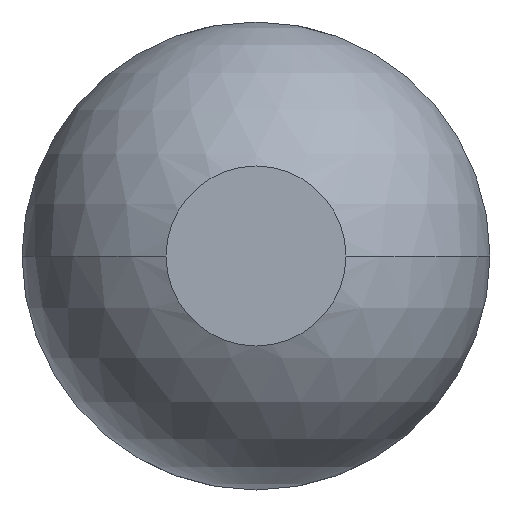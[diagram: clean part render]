
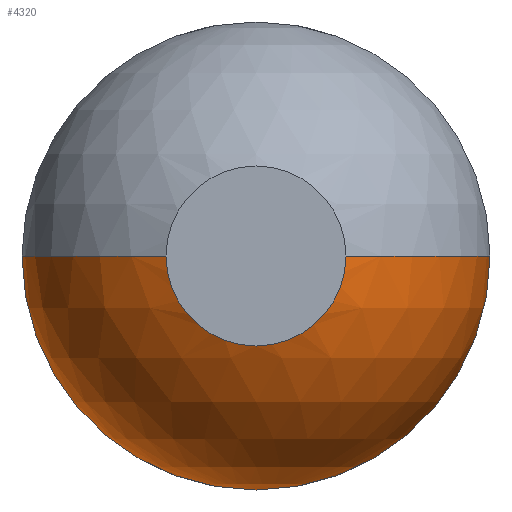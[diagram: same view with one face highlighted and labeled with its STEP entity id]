
A CAD part, front view. The second image highlights one B-rep face of the part: STEP entity #4320.
In plain terms, the highlighted spherical face has radius 0.39 mm.
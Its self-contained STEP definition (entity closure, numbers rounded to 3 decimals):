
#20 = ORIENTED_EDGE ( 'NONE', *, *, #4827, .T. ) ;
#92 = AXIS2_PLACEMENT_3D ( 'NONE', #1071, #2206, #3321 ) ;
#428 = CARTESIAN_POINT ( 'NONE',  ( 0., -36.3, 0. ) ) ;
#477 = DIRECTION ( 'NONE',  ( 0., -1., 0. ) ) ;
#711 = CARTESIAN_POINT ( 'NONE',  ( 0., -36.3, -0.15 ) ) ;
#743 = FACE_OUTER_BOUND ( 'NONE', #3967, .T. ) ;
#853 = AXIS2_PLACEMENT_3D ( 'NONE', #1486, #1121, #4120 ) ;
#998 = EDGE_CURVE ( 'Defeature ausgef�hrt2_5+Defeature ausgef�hrt2_4+Defeature ausgef�hrt2_4+Defeature ausgef�hrt2_4', #2543, #3373, #2495, .T. ) ;
#1051 = ORIENTED_EDGE ( 'NONE', *, *, #3078, .F. ) ;
#1071 = CARTESIAN_POINT ( 'NONE',  ( 0., -35.94, 0. ) ) ;
#1087 = CIRCLE ( 'NONE', #2745, 0.15 ) ;
#1121 = DIRECTION ( 'NONE',  ( 0., 1., 0. ) ) ;
#1193 = DIRECTION ( 'NONE',  ( 0., 1., 0. ) ) ;
#1333 = CIRCLE ( 'NONE', #2653, 0.39 ) ;
#1350 = CARTESIAN_POINT ( 'NONE',  ( -0.39, -35.94, 0. ) ) ;
#1424 = DIRECTION ( 'NONE',  ( 0., 0., -1. ) ) ;
#1445 = DIRECTION ( 'NONE',  ( 1., 0., 0. ) ) ;
#1486 = CARTESIAN_POINT ( 'NONE',  ( 0., -35.94, 0. ) ) ;
#1509 = CARTESIAN_POINT ( 'NONE',  ( 0., -35.94, -0.39 ) ) ;
#1544 = DIRECTION ( 'NONE',  ( 0., 0., -1. ) ) ;
#1615 = VERTEX_POINT ( 'NONE', #711 ) ;
#1683 = AXIS2_PLACEMENT_3D ( 'NONE', #2591, #1193, #4466 ) ;
#1706 = CARTESIAN_POINT ( 'NONE',  ( 0., -35.94, 0. ) ) ;
#1783 = EDGE_CURVE ( 'Defeature ausgef�hrt2_5+Defeature ausgef�hrt2_4+Defeature ausgef�hrt2_4+Defeature ausgef�hrt2_4', #4445, #2543, #2907, .T. ) ;
#1787 = DIRECTION ( 'NONE',  ( 0., -1., 0. ) ) ;
#2072 = EDGE_CURVE ( 'Defeature ausgef�hrt2_10+Defeature ausgef�hrt2_4+Defeature ausgef�hrt2_4+Defeature ausgef�hrt2_4', #1615, #4776, #1087, .T. ) ;
#2206 = DIRECTION ( 'NONE',  ( 0., 0., 1. ) ) ;
#2424 = CIRCLE ( 'NONE', #92, 0.39 ) ;
#2495 = CIRCLE ( 'NONE', #1683, 0.39 ) ;
#2543 = VERTEX_POINT ( 'NONE', #1509 ) ;
#2567 = SPHERICAL_SURFACE ( 'NONE', #3844, 0.39 ) ;
#2591 = CARTESIAN_POINT ( 'NONE',  ( 0., -35.94, 0. ) ) ;
#2653 = AXIS2_PLACEMENT_3D ( 'NONE', #1706, #3951, #3984 ) ;
#2676 = VERTEX_POINT ( 'NONE', #4279 ) ;
#2745 = AXIS2_PLACEMENT_3D ( 'NONE', #428, #477, #1544 ) ;
#2822 = ORIENTED_EDGE ( 'NONE', *, *, #998, .F. ) ;
#2907 = CIRCLE ( 'NONE', #853, 0.39 ) ;
#3078 = EDGE_CURVE ( 'Defeature ausgef�hrt2_10+Defeature ausgef�hrt2_4+Defeature ausgef�hrt2_4+Defeature ausgef�hrt2_4', #2676, #1615, #4823, .T. ) ;
#3293 = CARTESIAN_POINT ( 'NONE',  ( 0., -35.94, 0. ) ) ;
#3321 = DIRECTION ( 'NONE',  ( 1., 0., 0. ) ) ;
#3363 = EDGE_CURVE ( 'NONE', #4776, #4445, #2424, .T. ) ;
#3373 = VERTEX_POINT ( 'NONE', #1350 ) ;
#3457 = ORIENTED_EDGE ( 'NONE', *, *, #2072, .F. ) ;
#3671 = CARTESIAN_POINT ( 'NONE',  ( 0., -36.3, 0. ) ) ;
#3781 = CARTESIAN_POINT ( 'NONE',  ( 0.39, -35.94, 0. ) ) ;
#3789 = ORIENTED_EDGE ( 'NONE', *, *, #1783, .F. ) ;
#3844 = AXIS2_PLACEMENT_3D ( 'NONE', #3293, #1424, #1445 ) ;
#3882 = CARTESIAN_POINT ( 'NONE',  ( 0.15, -36.3, 0. ) ) ;
#3950 = ORIENTED_EDGE ( 'NONE', *, *, #3363, .F. ) ;
#3951 = DIRECTION ( 'NONE',  ( 0., 0., -1. ) ) ;
#3967 = EDGE_LOOP ( 'NONE', ( #1051, #20, #2822, #3789, #3950, #3457 ) ) ;
#3984 = DIRECTION ( 'NONE',  ( -1., 0., 0. ) ) ;
#4011 = AXIS2_PLACEMENT_3D ( 'NONE', #3671, #1787, #4402 ) ;
#4120 = DIRECTION ( 'NONE',  ( 0., 0., 1. ) ) ;
#4279 = CARTESIAN_POINT ( 'NONE',  ( -0.15, -36.3, 0. ) ) ;
#4320 = ADVANCED_FACE ( 'Defeature ausgef�hrt2_4', ( #743 ), #2567, .T. ) ;
#4402 = DIRECTION ( 'NONE',  ( 0., 0., -1. ) ) ;
#4445 = VERTEX_POINT ( 'NONE', #3781 ) ;
#4466 = DIRECTION ( 'NONE',  ( 0., 0., 1. ) ) ;
#4776 = VERTEX_POINT ( 'NONE', #3882 ) ;
#4823 = CIRCLE ( 'NONE', #4011, 0.15 ) ;
#4827 = EDGE_CURVE ( 'NONE', #2676, #3373, #1333, .T. ) ;
